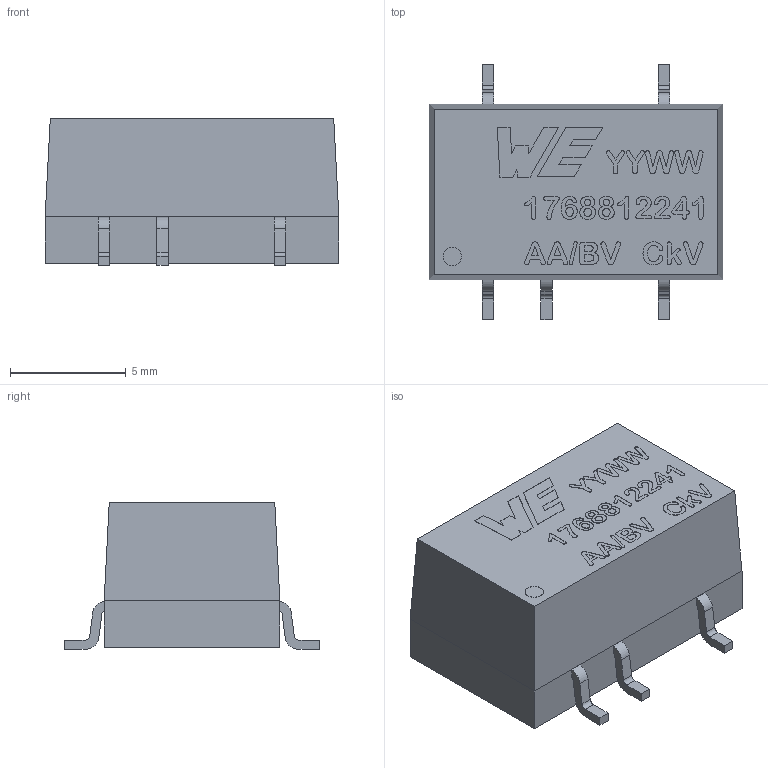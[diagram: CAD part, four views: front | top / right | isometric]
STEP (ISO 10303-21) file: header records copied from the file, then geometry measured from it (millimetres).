
FILE_DESCRIPTION(/* description */ ('Unknown'),/* implementation_level */ '2;1');
FILE_NAME(/* name */ '1768812241',/* time_stamp */ '2025-04-23T08:18:15+02:00',/* author */ ('Unknown'),/* organization */ ('Unknown'),/* preprocessor_version */ 'ST-DEVELOPER v19.4',/* originating_system */ 'Solid Edge',/* authorisation */ 'Unknown');
FILE_SCHEMA (('AUTOMOTIVE_DESIGN {1 0 10303 214 3 1 1}'));
Length unit declared in the file: millimetre
Products named in the file (3): 1768812241; Body; Pins
Assembly tree (2 placements, depth 2):
  1768812241
    Body
    Pins
Bounding box: 12.7 x 11.05 x 6.35 mm (x, y, z)
Volume: 586.8 mm3; surface area: 530 mm2
Topology: 4 solids, 4 shells, 230 faces, 554 edges, 368 vertices
Faces by surface type: plane 142, bspline 57, cylinder 31
Full cylindrical faces by diameter (mm): 0.8 x1
Entity records: 12174 total; most frequent: CARTESIAN_POINT 5944, ORIENTED_EDGE 1092, DIRECTION 804, EDGE_CURVE 546, VERTEX_POINT 368, LINE 328, VECTOR 328, EDGE_LOOP 278
